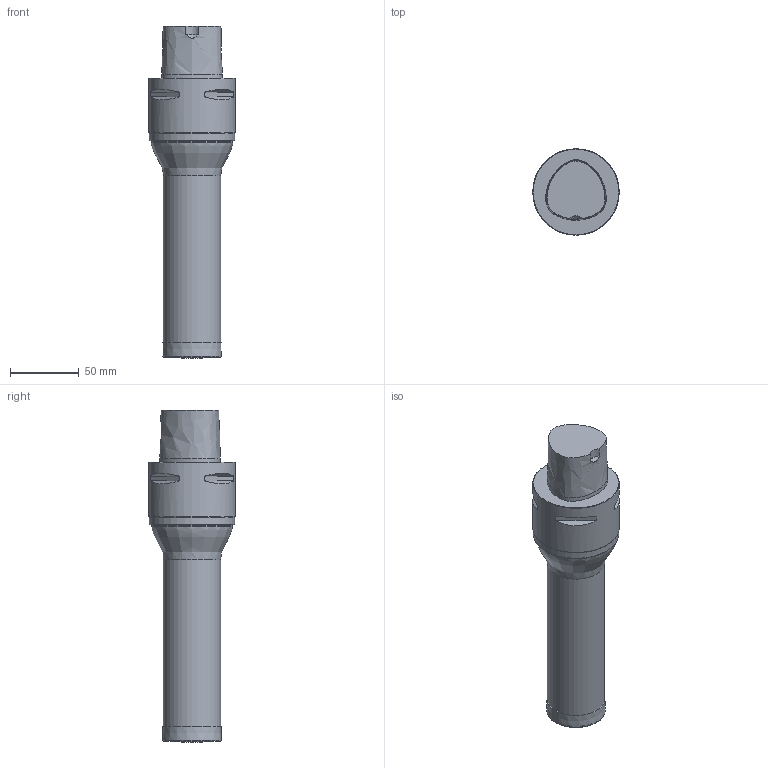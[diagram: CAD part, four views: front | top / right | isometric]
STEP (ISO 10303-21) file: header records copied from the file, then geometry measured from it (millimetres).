
FILE_DESCRIPTION(/* description */ ('3-D model version:1'),/* implementation_level */ '2;1');
FILE_NAME(/* name */ '880-D4300C6-03M1',/* time_stamp */ '2016-01-26T12:40:48+01:00',/* author */ ('CappDp'),/* organization */ ('AB Sandvik Coromant'),/* preprocessor_version */ 'ST-DEVELOPER v15',/* originating_system */ 'SIEMENS PLM Software NX 8.5',/* authorisation */ '');
FILE_SCHEMA (('AP203_CONFIGURATION_CONTROLLED_3D_DESIGN_OF_MECHANICAL_PARTS_AND_ASSEMBLIES_MIM_LF { 1 0 10303 403 2 1 2}'));
Length unit declared in the file: millimetre
Products named in the file (1): 9445_1_3D
Bounding box: 63 x 63 x 242 mm (x, y, z)
Volume: 440537.1 mm3; surface area: 48341.1 mm2
Topology: 2 solids, 3 shells, 55 faces, 120 edges, 75 vertices
Faces by surface type: plane 18, cone 15, cylinder 13, torus 6, bspline 2, revolution 1
Full cylindrical faces by diameter (mm): 41.8 x1, 59.5 x1, 62.5 x1, 63 x1
Entity records: 2565 total; most frequent: CARTESIAN_POINT 1438, DIRECTION 207, ORIENTED_EDGE 168, AXIS2_PLACEMENT_3D 91, EDGE_LOOP 88, EDGE_CURVE 84, VERTEX_POINT 68, FACE_BOUND 66
